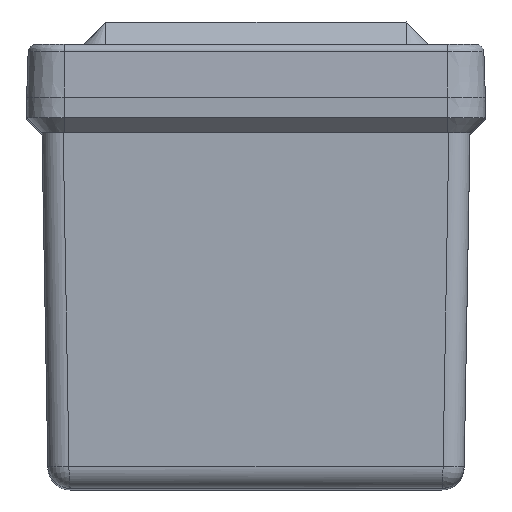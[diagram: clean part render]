
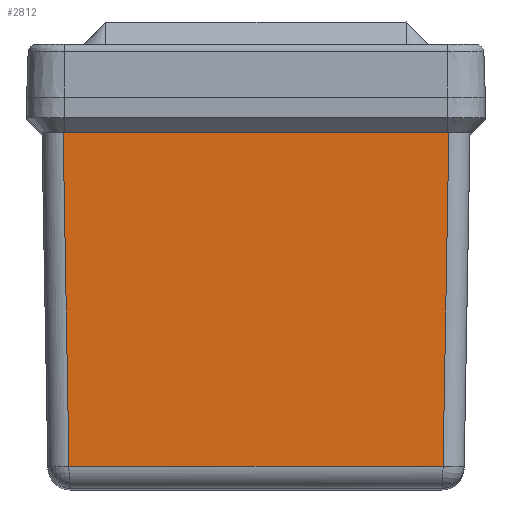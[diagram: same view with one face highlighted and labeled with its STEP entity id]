
A CAD part, top view. The second image highlights one B-rep face of the part: STEP entity #2812.
In plain terms, the highlighted planar face has unit normal (0, -0.018, 1).
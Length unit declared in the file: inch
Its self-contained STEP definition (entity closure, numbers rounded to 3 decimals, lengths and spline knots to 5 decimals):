
#64 = VERTEX_POINT ( 'NONE', #19401 ) ;
#231 = CARTESIAN_POINT ( 'NONE',  ( -1.55405, 0.18423, 4.26117 ) ) ;
#1367 = CARTESIAN_POINT ( 'NONE',  ( 1.55405, 0.18423, 4.26117 ) ) ;
#1426 = CARTESIAN_POINT ( 'NONE',  ( -1.59375, 2.9525, 4.30949 ) ) ;
#1988 = DIRECTION ( 'NONE',  ( 0.017, -1., -0.017 ) ) ;
#2714 = DIRECTION ( 'NONE',  ( 1., 0., 0. ) ) ;
#2812 = ADVANCED_FACE ( 'NONE', ( #3501 ), #13193, .T. ) ;
#2964 = LINE ( 'NONE', #10414, #11326 ) ;
#3501 = FACE_OUTER_BOUND ( 'NONE', #15181, .T. ) ;
#3875 = DIRECTION ( 'NONE',  ( 0., -0.017, 1. ) ) ;
#3940 = CARTESIAN_POINT ( 'NONE',  ( 1.59375, 2.9525, 4.30949 ) ) ;
#4408 = VECTOR ( 'NONE', #15370, 39.37008 ) ;
#5056 = ORIENTED_EDGE ( 'NONE', *, *, #9912, .F. ) ;
#5365 = ORIENTED_EDGE ( 'NONE', *, *, #18904, .T. ) ;
#6374 = CARTESIAN_POINT ( 'NONE',  ( 1.60237, 2.9525, 4.30949 ) ) ;
#6535 = CARTESIAN_POINT ( 'NONE',  ( -1.60237, 2.9525, 4.30949 ) ) ;
#7292 = CARTESIAN_POINT ( 'NONE',  ( -1.60237, 2.9525, 4.30949 ) ) ;
#7333 = VERTEX_POINT ( 'NONE', #6374 ) ;
#7392 = LINE ( 'NONE', #7947, #11310 ) ;
#7947 = CARTESIAN_POINT ( 'NONE',  ( 0., 2.9525, 4.30949 ) ) ;
#8244 = ORIENTED_EDGE ( 'NONE', *, *, #9477, .F. ) ;
#9477 = EDGE_CURVE ( 'NONE', #18969, #7333, #2964, .T. ) ;
#9574 = DIRECTION ( 'NONE',  ( 0.017, 1., 0.017 ) ) ;
#9912 = EDGE_CURVE ( 'NONE', #10177, #16570, #7392, .T. ) ;
#9952 = ORIENTED_EDGE ( 'NONE', *, *, #19020, .T. ) ;
#10177 = VERTEX_POINT ( 'NONE', #7292 ) ;
#10268 = DIRECTION ( 'NONE',  ( 0., -1., -0.017 ) ) ;
#10389 = CARTESIAN_POINT ( 'NONE',  ( 1.59375, 2.9525, 4.30949 ) ) ;
#10414 = CARTESIAN_POINT ( 'NONE',  ( 0., 2.9525, 4.30949 ) ) ;
#11239 = DIRECTION ( 'NONE',  ( 1., 0., 0. ) ) ;
#11310 = VECTOR ( 'NONE', #11239, 39.37008 ) ;
#11326 = VECTOR ( 'NONE', #2714, 39.37008 ) ;
#12039 = CARTESIAN_POINT ( 'NONE',  ( 1.59375, 2.9525, 4.30949 ) ) ;
#12159 = LINE ( 'NONE', #6535, #14081 ) ;
#12232 = CARTESIAN_POINT ( 'NONE',  ( 0.79688, 0.18423, 4.26117 ) ) ;
#13123 = VECTOR ( 'NONE', #9574, 39.37008 ) ;
#13193 = PLANE ( 'NONE',  #16501 ) ;
#13492 = LINE ( 'NONE', #12232, #4408 ) ;
#14081 = VECTOR ( 'NONE', #1988, 39.37008 ) ;
#14085 = VERTEX_POINT ( 'NONE', #231 ) ;
#14720 = ORIENTED_EDGE ( 'NONE', *, *, #16526, .F. ) ;
#14840 = LINE ( 'NONE', #10389, #17783 ) ;
#15181 = EDGE_LOOP ( 'NONE', ( #5056, #19226, #14720, #9952, #8244, #5365 ) ) ;
#15244 = DIRECTION ( 'NONE',  ( -1., 0., 0. ) ) ;
#15370 = DIRECTION ( 'NONE',  ( -1., 0., 0. ) ) ;
#16501 = AXIS2_PLACEMENT_3D ( 'NONE', #3940, #3875, #10268 ) ;
#16526 = EDGE_CURVE ( 'NONE', #64, #14085, #13492, .T. ) ;
#16570 = VERTEX_POINT ( 'NONE', #1426 ) ;
#16814 = LINE ( 'NONE', #1367, #13123 ) ;
#17783 = VECTOR ( 'NONE', #15244, 39.37008 ) ;
#18904 = EDGE_CURVE ( 'NONE', #18969, #16570, #14840, .T. ) ;
#18969 = VERTEX_POINT ( 'NONE', #12039 ) ;
#19020 = EDGE_CURVE ( 'NONE', #64, #7333, #16814, .T. ) ;
#19226 = ORIENTED_EDGE ( 'NONE', *, *, #19228, .T. ) ;
#19228 = EDGE_CURVE ( 'NONE', #10177, #14085, #12159, .T. ) ;
#19401 = CARTESIAN_POINT ( 'NONE',  ( 1.55405, 0.18423, 4.26117 ) ) ;
